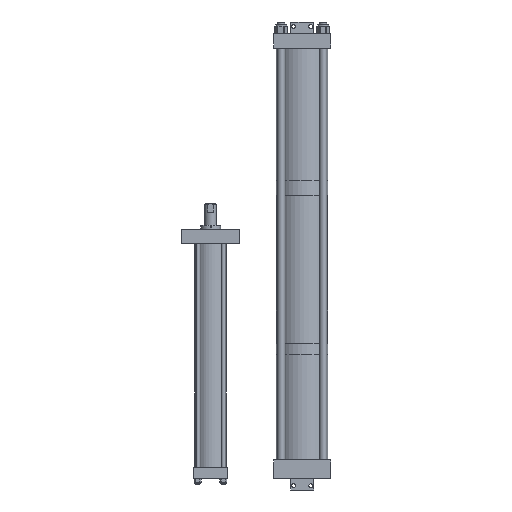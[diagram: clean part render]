
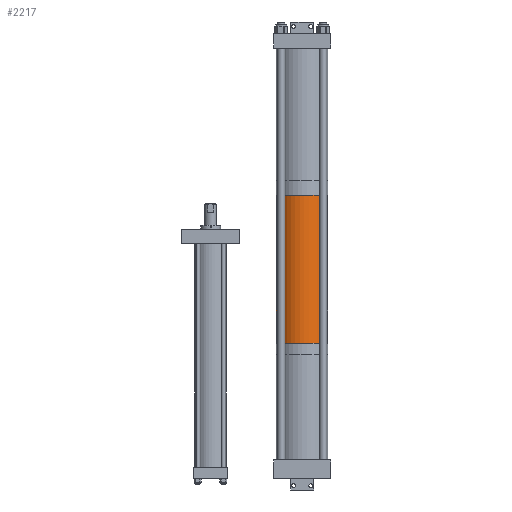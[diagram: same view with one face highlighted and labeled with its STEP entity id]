
A CAD part, front view. The second image highlights one B-rep face of the part: STEP entity #2217.
In plain terms, the highlighted cylindrical face has radius 57.15 mm (diameter 114.3 mm), a partial arc.
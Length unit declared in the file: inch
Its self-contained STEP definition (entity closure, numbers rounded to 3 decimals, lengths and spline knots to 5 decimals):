
#631 = VECTOR ( 'NONE', #7647, 39.37008 ) ;
#704 = DIRECTION ( 'NONE',  ( -1., 0., 0. ) ) ;
#858 = CIRCLE ( 'NONE', #9146, 2.25 ) ;
#1083 = ORIENTED_EDGE ( 'NONE', *, *, #2993, .F. ) ;
#1260 = ORIENTED_EDGE ( 'NONE', *, *, #5812, .F. ) ;
#1397 = EDGE_CURVE ( 'NONE', #12290, #5629, #858, .T. ) ;
#1801 = CARTESIAN_POINT ( 'NONE',  ( -2.25, 0., 12.919 ) ) ;
#2217 = ADVANCED_FACE ( 'NONE', ( #13469 ), #11686, .T. ) ;
#2313 = CARTESIAN_POINT ( 'NONE',  ( 2.25, 0., 0. ) ) ;
#2470 = VERTEX_POINT ( 'NONE', #5608 ) ;
#2816 = EDGE_CURVE ( 'NONE', #12194, #12290, #9930, .T. ) ;
#2993 = EDGE_CURVE ( 'NONE', #12194, #2470, #6769, .T. ) ;
#3056 = LINE ( 'NONE', #5044, #10048 ) ;
#3251 = DIRECTION ( 'NONE',  ( 0., 0., 1. ) ) ;
#3969 = DIRECTION ( 'NONE',  ( 1., 0., 0. ) ) ;
#4142 = CARTESIAN_POINT ( 'NONE',  ( -2.25, 0., 12.919 ) ) ;
#4704 = EDGE_LOOP ( 'NONE', ( #1260, #1083, #8806, #6989 ) ) ;
#5044 = CARTESIAN_POINT ( 'NONE',  ( 2.25, 0., 12.919 ) ) ;
#5608 = CARTESIAN_POINT ( 'NONE',  ( 2.25, 0., 12.919 ) ) ;
#5629 = VERTEX_POINT ( 'NONE', #2313 ) ;
#5812 = EDGE_CURVE ( 'NONE', #2470, #5629, #3056, .T. ) ;
#6342 = DIRECTION ( 'NONE',  ( 0., 0., -1. ) ) ;
#6416 = DIRECTION ( 'NONE',  ( 0., 0., -1. ) ) ;
#6769 = CIRCLE ( 'NONE', #9852, 2.25 ) ;
#6989 = ORIENTED_EDGE ( 'NONE', *, *, #1397, .T. ) ;
#7647 = DIRECTION ( 'NONE',  ( 0., 0., -1. ) ) ;
#8393 = DIRECTION ( 'NONE',  ( 0., 0., 1. ) ) ;
#8505 = CARTESIAN_POINT ( 'NONE',  ( -2.25, 0., 0. ) ) ;
#8806 = ORIENTED_EDGE ( 'NONE', *, *, #2816, .T. ) ;
#8970 = DIRECTION ( 'NONE',  ( 1., 0., 0. ) ) ;
#9048 = AXIS2_PLACEMENT_3D ( 'NONE', #13012, #6342, #704 ) ;
#9146 = AXIS2_PLACEMENT_3D ( 'NONE', #14093, #8393, #3969 ) ;
#9852 = AXIS2_PLACEMENT_3D ( 'NONE', #12213, #3251, #8970 ) ;
#9930 = LINE ( 'NONE', #4142, #631 ) ;
#10048 = VECTOR ( 'NONE', #6416, 39.37008 ) ;
#11686 = CYLINDRICAL_SURFACE ( 'NONE', #9048, 2.25 ) ;
#12194 = VERTEX_POINT ( 'NONE', #1801 ) ;
#12213 = CARTESIAN_POINT ( 'NONE',  ( 0., 0., 12.919 ) ) ;
#12290 = VERTEX_POINT ( 'NONE', #8505 ) ;
#13012 = CARTESIAN_POINT ( 'NONE',  ( 0., 0., 12.919 ) ) ;
#13469 = FACE_OUTER_BOUND ( 'NONE', #4704, .T. ) ;
#14093 = CARTESIAN_POINT ( 'NONE',  ( 0., 0., 0. ) ) ;
